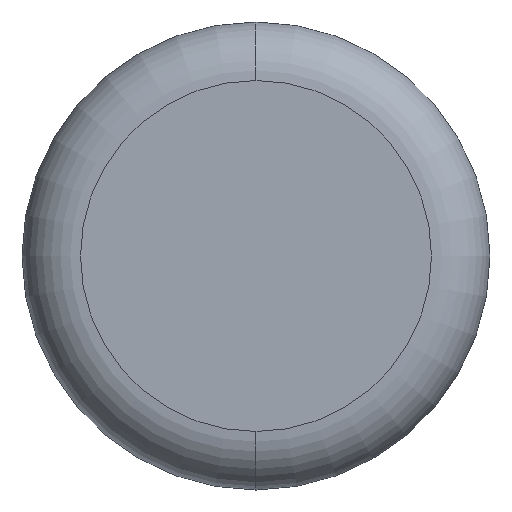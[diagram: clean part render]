
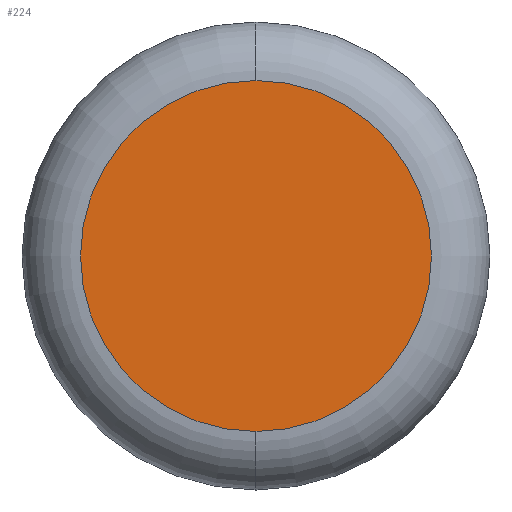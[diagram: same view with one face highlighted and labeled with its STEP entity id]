
A CAD part, left-side view. The second image highlights one B-rep face of the part: STEP entity #224.
In plain terms, the highlighted planar face has unit normal (-1, 0, 0).
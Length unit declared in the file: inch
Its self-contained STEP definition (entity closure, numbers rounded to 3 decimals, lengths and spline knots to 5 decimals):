
#8 = CARTESIAN_POINT ( 'NONE',  ( -0.13563, 0.78125, 0.39063 ) ) ;
#13 = CIRCLE ( 'NONE', #206, 0.04688 ) ;
#47 = VERTEX_POINT ( 'NONE', #230 ) ;
#59 = CARTESIAN_POINT ( 'NONE',  ( -0.13563, 0.78125, 0.39063 ) ) ;
#64 = CARTESIAN_POINT ( 'NONE',  ( -0.13563, 0.78125, 0.34375 ) ) ;
#82 = DIRECTION ( 'NONE',  ( 0., 0., 1. ) ) ;
#87 = FACE_OUTER_BOUND ( 'NONE', #254, .T. ) ;
#89 = DIRECTION ( 'NONE',  ( 0., 0., 1. ) ) ;
#112 = DIRECTION ( 'NONE',  ( -1., 0., 0. ) ) ;
#146 = ORIENTED_EDGE ( 'NONE', *, *, #279, .T. ) ;
#147 = DIRECTION ( 'NONE',  ( 0., 0., 1. ) ) ;
#153 = DIRECTION ( 'NONE',  ( -1., 0., 0. ) ) ;
#175 = DIRECTION ( 'NONE',  ( -1., 0., 0. ) ) ;
#176 = CARTESIAN_POINT ( 'NONE',  ( -0.13563, 0.78125, 0.39063 ) ) ;
#186 = AXIS2_PLACEMENT_3D ( 'NONE', #8, #112, #82 ) ;
#200 = EDGE_CURVE ( 'NONE', #258, #47, #316, .T. ) ;
#206 = AXIS2_PLACEMENT_3D ( 'NONE', #176, #175, #89 ) ;
#224 = ADVANCED_FACE ( 'NONE', ( #87 ), #323, .T. ) ;
#230 = CARTESIAN_POINT ( 'NONE',  ( -0.13563, 0.78125, 0.4375 ) ) ;
#237 = AXIS2_PLACEMENT_3D ( 'NONE', #59, #153, #147 ) ;
#254 = EDGE_LOOP ( 'NONE', ( #146, #263 ) ) ;
#258 = VERTEX_POINT ( 'NONE', #64 ) ;
#263 = ORIENTED_EDGE ( 'NONE', *, *, #200, .T. ) ;
#279 = EDGE_CURVE ( 'NONE', #47, #258, #13, .T. ) ;
#316 = CIRCLE ( 'NONE', #186, 0.04688 ) ;
#323 = PLANE ( 'NONE',  #237 ) ;
